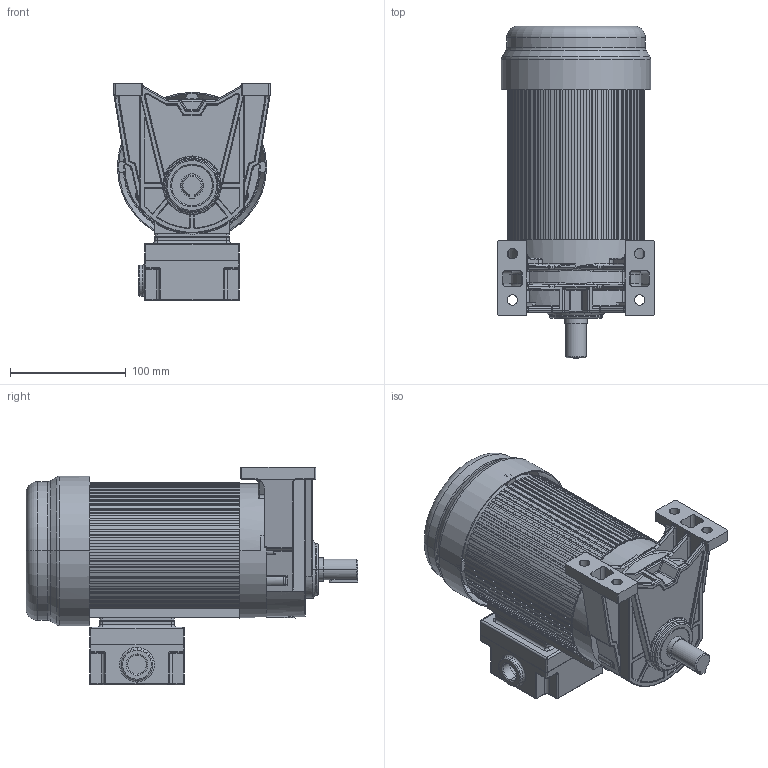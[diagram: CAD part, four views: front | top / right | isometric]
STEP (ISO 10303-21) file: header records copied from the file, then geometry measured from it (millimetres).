
FILE_DESCRIPTION((''),'2;1');
FILE_NAME('ASM0001_ASM','2022-02-28T',('gkkg'),(''),'PRO/ENGINEER BY PARAMETRIC TECHNOLOGY CORPORATION, 2010280','PRO/ENGINEER BY PARAMETRIC TECHNOLOGY CORPORATION, 2010280','');
FILE_SCHEMA(('CONFIG_CONTROL_DESIGN'));
Products named in the file (12): H18-_3; GH18-100-_ASM_2_ASM_ASM_ASM; GH18__ASM; 110_130; PRT0002; PRT0003; PRT0004; ASM0003_ASM_ASM; PRT0005; ASM0002_ASM_ASM; 82-82__ASM; ASM0001_ASM
Assembly tree (11 placements, depth 5):
  ASM0001_ASM
    GH18__ASM
      GH18-100-_ASM_2_ASM_ASM_ASM
        H18-_3
    110_130
    PRT0002
    PRT0003
    82-82__ASM
      ASM0002_ASM_ASM
        ASM0003_ASM_ASM
          PRT0004
        PRT0005
Bounding box: 135 x 286.91 x 188.3 mm (x, y, z)
Volume: 867483.3 mm3; surface area: 440224.4 mm2
Topology: 6 solids, 10 shells, 3842 faces, 10750 edges, 6910 vertices
Faces by surface type: plane 2142, cylinder 1026, torus 381, bspline 206, cone 53, sphere 34
Entity records: 132406 total; most frequent: CARTESIAN_POINT 32060, ORIENTED_EDGE 21428, DIRECTION 20714, EDGE_CURVE 10714, VECTOR 7138, LINE 7138, VERTEX_POINT 6910, AXIS2_PLACEMENT_3D 6788
